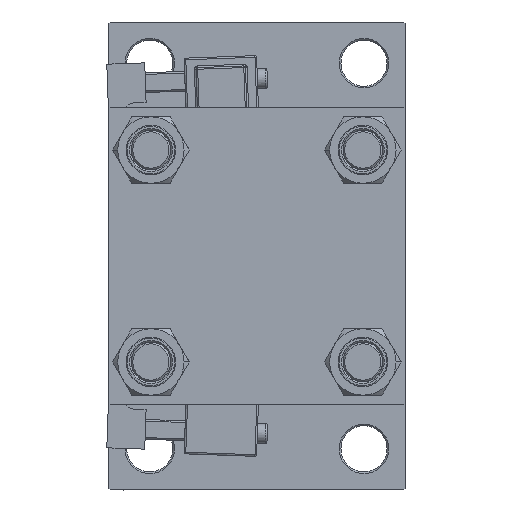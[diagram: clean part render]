
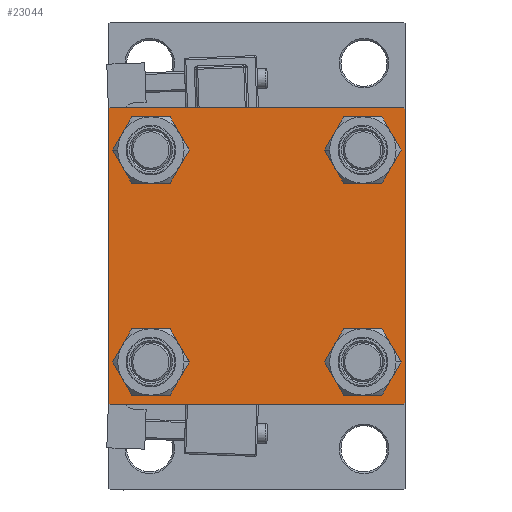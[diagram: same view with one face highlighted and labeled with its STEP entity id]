
A CAD part, left-side view. The second image highlights one B-rep face of the part: STEP entity #23044.
In plain terms, the highlighted planar face has unit normal (-1, 0, 0).
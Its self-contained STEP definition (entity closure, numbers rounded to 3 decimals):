
#60 = ORIENTED_EDGE ( 'NONE', *, *, #6733, .T. ) ;
#294 = VERTEX_POINT ( 'NONE', #25505 ) ;
#338 = CARTESIAN_POINT ( 'NONE',  ( 0., -45., -44.5 ) ) ;
#748 = ORIENTED_EDGE ( 'NONE', *, *, #39524, .T. ) ;
#1981 = VERTEX_POINT ( 'NONE', #43469 ) ;
#2051 = VERTEX_POINT ( 'NONE', #20507 ) ;
#2661 = DIRECTION ( 'NONE',  ( 0., -1., 0. ) ) ;
#2926 = DIRECTION ( 'NONE',  ( 0., 0., 1. ) ) ;
#3479 = EDGE_CURVE ( 'NONE', #9391, #2051, #13398, .T. ) ;
#3657 = FACE_OUTER_BOUND ( 'NONE', #32293, .T. ) ;
#3728 = CARTESIAN_POINT ( 'NONE',  ( 0., 44.5, 45. ) ) ;
#4573 = VECTOR ( 'NONE', #23361, 1000. ) ;
#4586 = EDGE_LOOP ( 'NONE', ( #21575, #60 ) ) ;
#4712 = DIRECTION ( 'NONE',  ( 0., 0., 1. ) ) ;
#4868 = AXIS2_PLACEMENT_3D ( 'NONE', #10287, #14322, #29694 ) ;
#4874 = ORIENTED_EDGE ( 'NONE', *, *, #48384, .T. ) ;
#4976 = CARTESIAN_POINT ( 'NONE',  ( 0., -32.15, 25.65 ) ) ;
#5270 = CIRCLE ( 'NONE', #27807, 6.5 ) ;
#5456 = DIRECTION ( 'NONE',  ( 1., 0., 0. ) ) ;
#6326 = ORIENTED_EDGE ( 'NONE', *, *, #27672, .T. ) ;
#6432 = CARTESIAN_POINT ( 'NONE',  ( 0., 32.15, 32.15 ) ) ;
#6733 = EDGE_CURVE ( 'NONE', #39625, #36386, #11604, .T. ) ;
#7046 = CARTESIAN_POINT ( 'NONE',  ( 0., -44.5, 45. ) ) ;
#7204 = FACE_BOUND ( 'NONE', #34931, .T. ) ;
#7346 = VERTEX_POINT ( 'NONE', #47427 ) ;
#7512 = DIRECTION ( 'NONE',  ( 1., 0., 0. ) ) ;
#7884 = CARTESIAN_POINT ( 'NONE',  ( 0., -32.15, -25.65 ) ) ;
#7974 = DIRECTION ( 'NONE',  ( 0., 0.707, 0.707 ) ) ;
#8224 = CARTESIAN_POINT ( 'NONE',  ( 0., -44.75, 44.75 ) ) ;
#8386 = VECTOR ( 'NONE', #23998, 1000. ) ;
#8454 = CIRCLE ( 'NONE', #36639, 6.5 ) ;
#8600 = EDGE_CURVE ( 'NONE', #36386, #39625, #8454, .T. ) ;
#9289 = EDGE_CURVE ( 'NONE', #25406, #23660, #5270, .T. ) ;
#9391 = VERTEX_POINT ( 'NONE', #3728 ) ;
#9420 = ORIENTED_EDGE ( 'NONE', *, *, #22187, .F. ) ;
#9816 = DIRECTION ( 'NONE',  ( 0., 0., 1. ) ) ;
#10287 = CARTESIAN_POINT ( 'NONE',  ( 0., -32.15, -32.15 ) ) ;
#10810 = CARTESIAN_POINT ( 'NONE',  ( 0., 45., 45. ) ) ;
#10987 = CARTESIAN_POINT ( 'NONE',  ( 0., -44.75, -44.75 ) ) ;
#11224 = CARTESIAN_POINT ( 'NONE',  ( 0., 45., 45. ) ) ;
#11300 = CARTESIAN_POINT ( 'NONE',  ( 0., -32.15, 32.15 ) ) ;
#11357 = DIRECTION ( 'NONE',  ( 0., 0., 1. ) ) ;
#11494 = VERTEX_POINT ( 'NONE', #4976 ) ;
#11604 = CIRCLE ( 'NONE', #38239, 6.5 ) ;
#11766 = ORIENTED_EDGE ( 'NONE', *, *, #3479, .T. ) ;
#11822 = LINE ( 'NONE', #38794, #49702 ) ;
#12001 = VERTEX_POINT ( 'NONE', #15962 ) ;
#12017 = LINE ( 'NONE', #23114, #4573 ) ;
#12027 = AXIS2_PLACEMENT_3D ( 'NONE', #23200, #12106, #11357 ) ;
#12106 = DIRECTION ( 'NONE',  ( 1., 0., 0. ) ) ;
#12806 = DIRECTION ( 'NONE',  ( 0., 0., 1. ) ) ;
#12825 = LINE ( 'NONE', #42857, #40116 ) ;
#12940 = ORIENTED_EDGE ( 'NONE', *, *, #29165, .T. ) ;
#13243 = ORIENTED_EDGE ( 'NONE', *, *, #42783, .F. ) ;
#13398 = LINE ( 'NONE', #28774, #8386 ) ;
#14322 = DIRECTION ( 'NONE',  ( 1., 0., 0. ) ) ;
#14448 = CARTESIAN_POINT ( 'NONE',  ( 0., 32.15, 38.65 ) ) ;
#14503 = AXIS2_PLACEMENT_3D ( 'NONE', #41266, #26853, #2926 ) ;
#14833 = DIRECTION ( 'NONE',  ( 0., 0., 1. ) ) ;
#15962 = CARTESIAN_POINT ( 'NONE',  ( 0., 45., -44.5 ) ) ;
#16100 = DIRECTION ( 'NONE',  ( 1., 0., 0. ) ) ;
#16559 = CARTESIAN_POINT ( 'NONE',  ( 0., 32.15, -38.65 ) ) ;
#16569 = CARTESIAN_POINT ( 'NONE',  ( 0., 32.15, -25.65 ) ) ;
#16641 = EDGE_CURVE ( 'NONE', #37145, #1981, #11822, .T. ) ;
#17291 = VERTEX_POINT ( 'NONE', #338 ) ;
#18389 = CARTESIAN_POINT ( 'NONE',  ( 0., 32.15, 32.15 ) ) ;
#18770 = EDGE_CURVE ( 'NONE', #12001, #37145, #12825, .T. ) ;
#19057 = PLANE ( 'NONE',  #14503 ) ;
#19087 = VECTOR ( 'NONE', #7974, 1000. ) ;
#19301 = CIRCLE ( 'NONE', #12027, 6.5 ) ;
#19396 = VERTEX_POINT ( 'NONE', #7046 ) ;
#19401 = VECTOR ( 'NONE', #45141, 1000. ) ;
#20115 = CARTESIAN_POINT ( 'NONE',  ( 0., 32.15, -32.15 ) ) ;
#20507 = CARTESIAN_POINT ( 'NONE',  ( 0., 45., 44.5 ) ) ;
#20549 = CIRCLE ( 'NONE', #33437, 6.5 ) ;
#21575 = ORIENTED_EDGE ( 'NONE', *, *, #8600, .T. ) ;
#22001 = ORIENTED_EDGE ( 'NONE', *, *, #42094, .T. ) ;
#22187 = EDGE_CURVE ( 'NONE', #9391, #19396, #33673, .T. ) ;
#22590 = FACE_BOUND ( 'NONE', #4586, .T. ) ;
#23044 = ADVANCED_FACE ( 'NONE', ( #37719, #7204, #22590, #49563, #3657 ), #19057, .T. ) ;
#23114 = CARTESIAN_POINT ( 'NONE',  ( 0., -45., 45. ) ) ;
#23200 = CARTESIAN_POINT ( 'NONE',  ( 0., -32.15, -32.15 ) ) ;
#23361 = DIRECTION ( 'NONE',  ( 0., 0., -1. ) ) ;
#23660 = VERTEX_POINT ( 'NONE', #40631 ) ;
#23998 = DIRECTION ( 'NONE',  ( 0., 0.707, -0.707 ) ) ;
#24153 = CARTESIAN_POINT ( 'NONE',  ( 0., 32.15, -32.15 ) ) ;
#24993 = ORIENTED_EDGE ( 'NONE', *, *, #16641, .T. ) ;
#25406 = VERTEX_POINT ( 'NONE', #14448 ) ;
#25505 = CARTESIAN_POINT ( 'NONE',  ( 0., -32.15, -38.65 ) ) ;
#26853 = DIRECTION ( 'NONE',  ( -1., 0., 0. ) ) ;
#27032 = EDGE_LOOP ( 'NONE', ( #748, #30869 ) ) ;
#27672 = EDGE_CURVE ( 'NONE', #294, #45420, #33051, .T. ) ;
#27777 = EDGE_CURVE ( 'NONE', #2051, #12001, #49391, .T. ) ;
#27807 = AXIS2_PLACEMENT_3D ( 'NONE', #18389, #33496, #9816 ) ;
#28099 = CIRCLE ( 'NONE', #34535, 6.5 ) ;
#28774 = CARTESIAN_POINT ( 'NONE',  ( 0., 44.75, 44.75 ) ) ;
#28891 = ORIENTED_EDGE ( 'NONE', *, *, #9289, .T. ) ;
#29165 = EDGE_CURVE ( 'NONE', #23660, #25406, #42798, .T. ) ;
#29694 = DIRECTION ( 'NONE',  ( 0., 0., 1. ) ) ;
#30141 = LINE ( 'NONE', #10987, #34583 ) ;
#30762 = CARTESIAN_POINT ( 'NONE',  ( 0., -32.15, 38.65 ) ) ;
#30869 = ORIENTED_EDGE ( 'NONE', *, *, #49892, .T. ) ;
#32183 = CARTESIAN_POINT ( 'NONE',  ( 0., -32.15, 32.15 ) ) ;
#32293 = EDGE_LOOP ( 'NONE', ( #38222, #49738, #24993, #34462, #13243, #22001, #9420, #11766 ) ) ;
#32897 = DIRECTION ( 'NONE',  ( 1., 0., 0. ) ) ;
#32935 = DIRECTION ( 'NONE',  ( 0., 0., 1. ) ) ;
#33051 = CIRCLE ( 'NONE', #4868, 6.5 ) ;
#33437 = AXIS2_PLACEMENT_3D ( 'NONE', #11300, #7512, #14833 ) ;
#33496 = DIRECTION ( 'NONE',  ( 1., 0., 0. ) ) ;
#33673 = LINE ( 'NONE', #11224, #33817 ) ;
#33817 = VECTOR ( 'NONE', #2661, 1000. ) ;
#33957 = AXIS2_PLACEMENT_3D ( 'NONE', #6432, #32897, #48549 ) ;
#34462 = ORIENTED_EDGE ( 'NONE', *, *, #48632, .T. ) ;
#34535 = AXIS2_PLACEMENT_3D ( 'NONE', #32183, #5456, #32935 ) ;
#34583 = VECTOR ( 'NONE', #49811, 1000. ) ;
#34752 = DIRECTION ( 'NONE',  ( 0., -1., 0. ) ) ;
#34931 = EDGE_LOOP ( 'NONE', ( #4874, #6326 ) ) ;
#36386 = VERTEX_POINT ( 'NONE', #16569 ) ;
#36639 = AXIS2_PLACEMENT_3D ( 'NONE', #20115, #43050, #4712 ) ;
#37145 = VERTEX_POINT ( 'NONE', #42836 ) ;
#37719 = FACE_BOUND ( 'NONE', #27032, .T. ) ;
#38222 = ORIENTED_EDGE ( 'NONE', *, *, #27777, .T. ) ;
#38239 = AXIS2_PLACEMENT_3D ( 'NONE', #24153, #16100, #12806 ) ;
#38794 = CARTESIAN_POINT ( 'NONE',  ( 0., 45., -45. ) ) ;
#39057 = DIRECTION ( 'NONE',  ( 0., -0.707, -0.707 ) ) ;
#39233 = VERTEX_POINT ( 'NONE', #30762 ) ;
#39524 = EDGE_CURVE ( 'NONE', #39233, #11494, #20549, .T. ) ;
#39625 = VERTEX_POINT ( 'NONE', #16559 ) ;
#40116 = VECTOR ( 'NONE', #39057, 1000. ) ;
#40631 = CARTESIAN_POINT ( 'NONE',  ( 0., 32.15, 25.65 ) ) ;
#41266 = CARTESIAN_POINT ( 'NONE',  ( 0., 0., 0. ) ) ;
#42094 = EDGE_CURVE ( 'NONE', #7346, #19396, #49833, .T. ) ;
#42783 = EDGE_CURVE ( 'NONE', #7346, #17291, #12017, .T. ) ;
#42798 = CIRCLE ( 'NONE', #33957, 6.5 ) ;
#42836 = CARTESIAN_POINT ( 'NONE',  ( 0., 44.5, -45. ) ) ;
#42857 = CARTESIAN_POINT ( 'NONE',  ( 0., 44.75, -44.75 ) ) ;
#43050 = DIRECTION ( 'NONE',  ( 1., 0., 0. ) ) ;
#43469 = CARTESIAN_POINT ( 'NONE',  ( 0., -44.5, -45. ) ) ;
#43965 = EDGE_LOOP ( 'NONE', ( #28891, #12940 ) ) ;
#45141 = DIRECTION ( 'NONE',  ( 0., 0., -1. ) ) ;
#45420 = VERTEX_POINT ( 'NONE', #7884 ) ;
#47427 = CARTESIAN_POINT ( 'NONE',  ( 0., -45., 44.5 ) ) ;
#48384 = EDGE_CURVE ( 'NONE', #45420, #294, #19301, .T. ) ;
#48549 = DIRECTION ( 'NONE',  ( 0., 0., 1. ) ) ;
#48632 = EDGE_CURVE ( 'NONE', #1981, #17291, #30141, .T. ) ;
#49391 = LINE ( 'NONE', #10810, #19401 ) ;
#49563 = FACE_BOUND ( 'NONE', #43965, .T. ) ;
#49702 = VECTOR ( 'NONE', #34752, 1000. ) ;
#49738 = ORIENTED_EDGE ( 'NONE', *, *, #18770, .T. ) ;
#49811 = DIRECTION ( 'NONE',  ( 0., -0.707, 0.707 ) ) ;
#49833 = LINE ( 'NONE', #8224, #19087 ) ;
#49892 = EDGE_CURVE ( 'NONE', #11494, #39233, #28099, .T. ) ;
